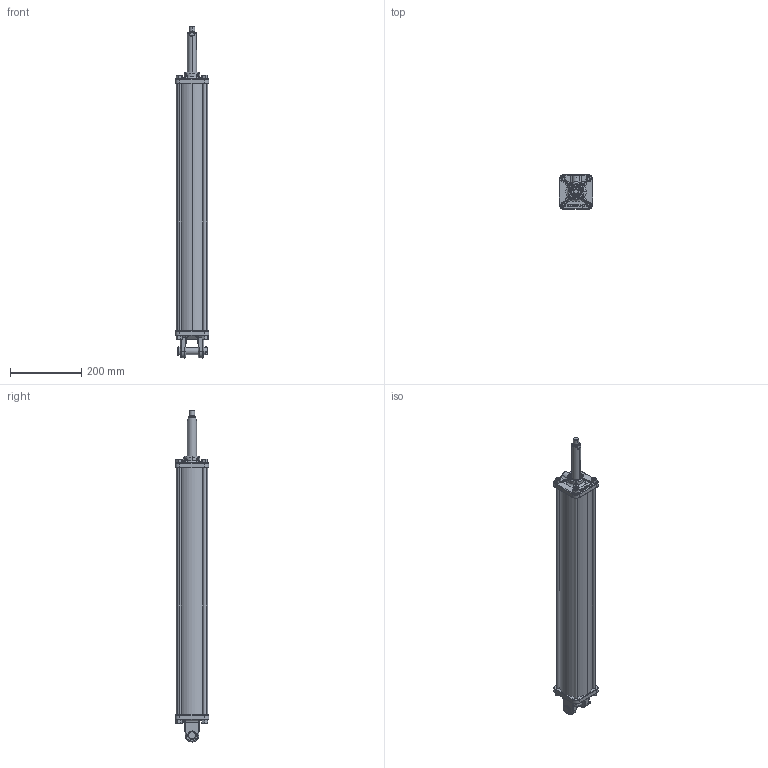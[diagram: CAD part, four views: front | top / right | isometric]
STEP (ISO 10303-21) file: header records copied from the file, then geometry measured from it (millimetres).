
FILE_DESCRIPTION (( 'STEP AP203' ), '1' );
FILE_NAME ('EA3S260A1N09NNS.STEP', '2022-01-24T14:04:23', ( '' ), ( '' ), 'SwSTEP 2.0', 'SolidWorks 2021', '' );
FILE_SCHEMA (( 'CONFIG_CONTROL_DESIGN' ));
Length unit declared in the file: inch
Products named in the file (12): E325C AS CAST MACHINED REV3; E325H AS CAST RIBS MACHINED REV3; 18cotter pin X .75; ZY-CP-290; EA3S260A1N09NNS; 038HEXNUT; 1R26S063-18M3 A2.125; 5409-04V; APT32-0.75-16; 3.2T26S LOGOTM; 38-24TR26B
Assembly tree (21 placements, depth 3):
  EA3S260A1N09NNS
    E325H AS CAST RIBS MACHINED REV3
    E325C AS CAST MACHINED REV3
    1R26S063-18M3 A2.125
    3.2T26S LOGOTM
    ZY-CP-290
      ZY-CP-290
      18cotter pin X .75
    38-24TR26B  x4
    038HEXNUT  x8
    APT32-0.75-16
    5409-04V
Bounding box: 95.25 x 95.25 x 930.2 mm (x, y, z)
Volume: 1714565 mm3; surface area: 646213.9 mm2
Topology: 20 solids, 20 shells, 1231 faces, 2840 edges, 1688 vertices
Faces by surface type: cone 492, plane 294, cylinder 160, bspline 154, torus 129, sphere 2
Entity records: 39896 total; most frequent: CARTESIAN_POINT 20595, ORIENTED_EDGE 3772, DIRECTION 3578, EDGE_CURVE 1886, AXIS2_PLACEMENT_3D 1408, VERTEX_POINT 1138, EDGE_LOOP 904, FACE_OUTER_BOUND 821
